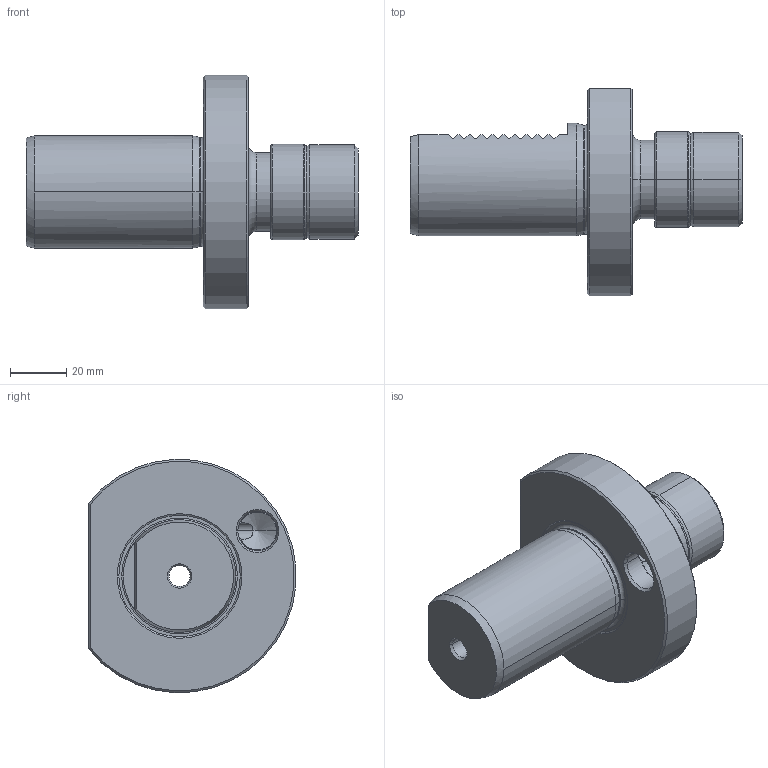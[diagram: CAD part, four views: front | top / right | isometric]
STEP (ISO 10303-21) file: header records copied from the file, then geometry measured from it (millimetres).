
FILE_DESCRIPTION((''),'2;1');
FILE_NAME('VDI40RTB-1','2018-09-05T',('101107'),(''),'CREO PARAMETRIC BY PTC INC, 2015290','CREO PARAMETRIC BY PTC INC, 2015290','');
FILE_SCHEMA(('CONFIG_CONTROL_DESIGN'));
Length unit declared in the file: millimetre
Products named in the file (1): VDI40RTB-1
Bounding box: 118 x 73.85 x 82.91 mm (x, y, z)
Volume: 172519.3 mm3; surface area: 33478.8 mm2
Topology: 2 solids, 2 shells, 208 faces, 499 edges, 306 vertices
Faces by surface type: plane 78, cone 45, cylinder 44, torus 30, bspline 8, sphere 3
Entity records: 6443 total; most frequent: CARTESIAN_POINT 1664, ORIENTED_EDGE 994, DIRECTION 976, EDGE_CURVE 497, AXIS2_PLACEMENT_3D 381, VERTEX_POINT 306, EDGE_LOOP 225, VECTOR 214
